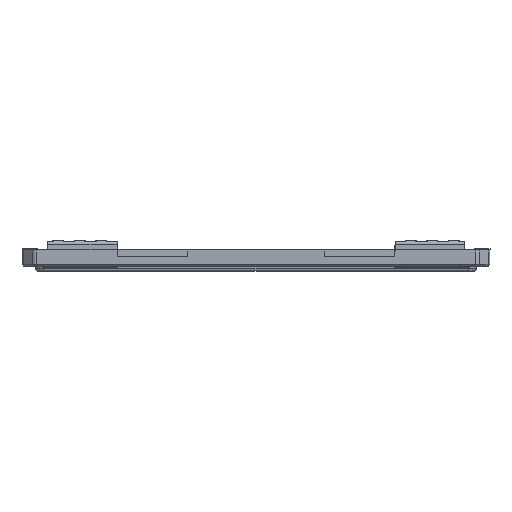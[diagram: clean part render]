
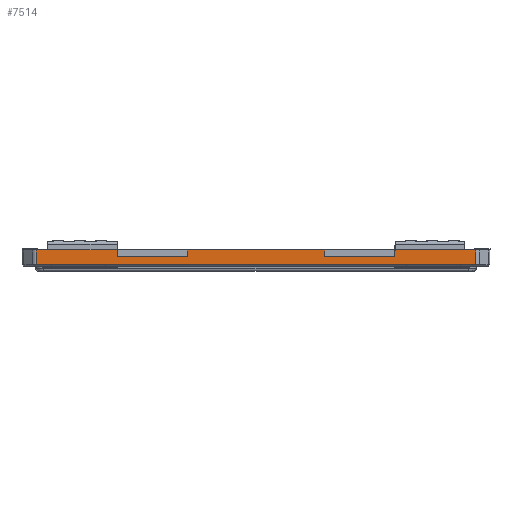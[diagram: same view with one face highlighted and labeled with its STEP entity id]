
A CAD part, left-side view. The second image highlights one B-rep face of the part: STEP entity #7514.
In plain terms, the highlighted planar face has unit normal (-1, 0, -0.018).
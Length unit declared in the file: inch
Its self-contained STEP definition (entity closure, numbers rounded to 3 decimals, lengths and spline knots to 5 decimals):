
#7 = EDGE_CURVE ( 'NONE', #3929, #7225, #14876, .T. ) ;
#71 = CARTESIAN_POINT ( 'NONE',  ( -9.07704, 10.3325, 0.687 ) ) ;
#283 = ORIENTED_EDGE ( 'NONE', *, *, #13035, .T. ) ;
#429 = DIRECTION ( 'NONE',  ( 0.017, 0.007, -1. ) ) ;
#788 = VECTOR ( 'NONE', #22171, 39.37008 ) ;
#832 = CARTESIAN_POINT ( 'NONE',  ( -9.0825, 3.20007, 1. ) ) ;
#860 = CARTESIAN_POINT ( 'NONE',  ( -9.0825, -3.20007, 1. ) ) ;
#1067 = VERTEX_POINT ( 'NONE', #18728 ) ;
#1590 = LINE ( 'NONE', #20083, #8388 ) ;
#1874 = VECTOR ( 'NONE', #10951, 39.37008 ) ;
#2084 = DIRECTION ( 'NONE',  ( 0., 1., 0. ) ) ;
#2242 = ORIENTED_EDGE ( 'NONE', *, *, #17284, .T. ) ;
#2438 = CARTESIAN_POINT ( 'NONE',  ( -9.0825, 10.3325, 1. ) ) ;
#2707 = EDGE_CURVE ( 'NONE', #5201, #3929, #10286, .T. ) ;
#2926 = VECTOR ( 'NONE', #13472, 39.37008 ) ;
#3263 = ORIENTED_EDGE ( 'NONE', *, *, #14582, .F. ) ;
#3424 = LINE ( 'NONE', #5445, #9087 ) ;
#3441 = VECTOR ( 'NONE', #11312, 39.37008 ) ;
#3675 = CARTESIAN_POINT ( 'NONE',  ( -9.07046, -0.00003, 0.30999 ) ) ;
#3859 = LINE ( 'NONE', #11131, #15037 ) ;
#3929 = VERTEX_POINT ( 'NONE', #4992 ) ;
#4330 = CARTESIAN_POINT ( 'NONE',  ( -9.0825, 10.3325, 1. ) ) ;
#4992 = CARTESIAN_POINT ( 'NONE',  ( -9.0825, -6.47843, 1. ) ) ;
#5201 = VERTEX_POINT ( 'NONE', #14972 ) ;
#5445 = CARTESIAN_POINT ( 'NONE',  ( -9.0825, 10.22896, 1. ) ) ;
#5448 = EDGE_CURVE ( 'NONE', #1067, #15810, #3859, .T. ) ;
#5693 = DIRECTION ( 'NONE',  ( 0.017, -0.007, -1. ) ) ;
#5777 = DIRECTION ( 'NONE',  ( 0., 1., 0. ) ) ;
#5836 = CARTESIAN_POINT ( 'NONE',  ( -9.0825, 6.4575, 1. ) ) ;
#6203 = CARTESIAN_POINT ( 'NONE',  ( -9.0825, 10.3325, 1. ) ) ;
#6248 = EDGE_CURVE ( 'NONE', #11745, #22098, #7244, .T. ) ;
#6396 = ORIENTED_EDGE ( 'NONE', *, *, #10817, .T. ) ;
#7225 = VERTEX_POINT ( 'NONE', #22641 ) ;
#7244 = LINE ( 'NONE', #14512, #9358 ) ;
#7514 = ADVANCED_FACE ( 'NONE', ( #13520 ), #7793, .T. ) ;
#7793 = PLANE ( 'NONE',  #22355 ) ;
#8038 = VECTOR ( 'NONE', #429, 39.37008 ) ;
#8042 = CARTESIAN_POINT ( 'NONE',  ( -9.07704, 3.20554, 0.687 ) ) ;
#8388 = VECTOR ( 'NONE', #9213, 39.37008 ) ;
#8457 = CARTESIAN_POINT ( 'NONE',  ( -9.07704, 10.3325, 0.687 ) ) ;
#8617 = CARTESIAN_POINT ( 'NONE',  ( -9.0825, -10.22896, 1. ) ) ;
#9003 = EDGE_CURVE ( 'NONE', #13797, #1067, #11484, .T. ) ;
#9070 = ORIENTED_EDGE ( 'NONE', *, *, #5448, .T. ) ;
#9087 = VECTOR ( 'NONE', #5693, 39.37008 ) ;
#9213 = DIRECTION ( 'NONE',  ( 0.017, 0.017, -1. ) ) ;
#9358 = VECTOR ( 'NONE', #18112, 39.37008 ) ;
#9400 = LINE ( 'NONE', #20501, #8038 ) ;
#9475 = DIRECTION ( 'NONE',  ( -1., 0., -0.017 ) ) ;
#9965 = VERTEX_POINT ( 'NONE', #15549 ) ;
#10243 = VECTOR ( 'NONE', #5777, 39.37008 ) ;
#10286 = LINE ( 'NONE', #20808, #11542 ) ;
#10788 = VECTOR ( 'NONE', #15150, 39.37008 ) ;
#10817 = EDGE_CURVE ( 'NONE', #15810, #9965, #3424, .T. ) ;
#10951 = DIRECTION ( 'NONE',  ( 0., 1., 0. ) ) ;
#11131 = CARTESIAN_POINT ( 'NONE',  ( -9.0825, 10.3325, 1. ) ) ;
#11312 = DIRECTION ( 'NONE',  ( -0.017, 0., 1. ) ) ;
#11325 = LINE ( 'NONE', #16817, #10788 ) ;
#11427 = LINE ( 'NONE', #5836, #3441 ) ;
#11461 = EDGE_CURVE ( 'NONE', #7225, #11745, #15622, .T. ) ;
#11484 = LINE ( 'NONE', #2438, #10243 ) ;
#11542 = VECTOR ( 'NONE', #11950, 39.37008 ) ;
#11647 = EDGE_CURVE ( 'NONE', #16220, #9965, #12739, .T. ) ;
#11745 = VERTEX_POINT ( 'NONE', #18707 ) ;
#11950 = DIRECTION ( 'NONE',  ( 0., 1., 0. ) ) ;
#12267 = CARTESIAN_POINT ( 'NONE',  ( -9.07704, 6.4575, 0.687 ) ) ;
#12739 = LINE ( 'NONE', #3675, #1874 ) ;
#13035 = EDGE_CURVE ( 'NONE', #15438, #16798, #1590, .T. ) ;
#13162 = ORIENTED_EDGE ( 'NONE', *, *, #11647, .F. ) ;
#13472 = DIRECTION ( 'NONE',  ( 0., 1., 0. ) ) ;
#13520 = FACE_OUTER_BOUND ( 'NONE', #22442, .T. ) ;
#13643 = EDGE_CURVE ( 'NONE', #18563, #13797, #11427, .T. ) ;
#13684 = ORIENTED_EDGE ( 'NONE', *, *, #2707, .T. ) ;
#13796 = ORIENTED_EDGE ( 'NONE', *, *, #21574, .T. ) ;
#13797 = VERTEX_POINT ( 'NONE', #14170 ) ;
#13890 = EDGE_CURVE ( 'NONE', #16798, #18563, #16902, .T. ) ;
#14170 = CARTESIAN_POINT ( 'NONE',  ( -9.0825, 6.4575, 1. ) ) ;
#14512 = CARTESIAN_POINT ( 'NONE',  ( -9.07704, -3.20554, 0.687 ) ) ;
#14582 = EDGE_CURVE ( 'NONE', #23372, #16220, #9400, .T. ) ;
#14876 =( BOUNDED_CURVE ( )  B_SPLINE_CURVE ( 3, ( #22276, #22155, #15214, #18932 ),
 .UNSPECIFIED., .F., .T. ) 
 B_SPLINE_CURVE_WITH_KNOTS ( ( 4, 4 ),
 ( 3.14205, 4.53131 ),
 .UNSPECIFIED. ) 
 CURVE ( )  GEOMETRIC_REPRESENTATION_ITEM ( )  RATIONAL_B_SPLINE_CURVE ( ( 1., 0.846, 0.846, 1. ) ) 
 REPRESENTATION_ITEM ( '' )  );
#14972 = CARTESIAN_POINT ( 'NONE',  ( -9.0825, -9.6975, 1. ) ) ;
#15012 = ORIENTED_EDGE ( 'NONE', *, *, #9003, .T. ) ;
#15037 = VECTOR ( 'NONE', #2084, 39.37008 ) ;
#15067 = DIRECTION ( 'NONE',  ( -0.017, 0., 1. ) ) ;
#15150 = DIRECTION ( 'NONE',  ( 0., 1., 0. ) ) ;
#15214 = CARTESIAN_POINT ( 'NONE',  ( -9.08035, -6.46735, 0.87661 ) ) ;
#15438 = VERTEX_POINT ( 'NONE', #832 ) ;
#15549 = CARTESIAN_POINT ( 'NONE',  ( -9.07046, 10.22397, 0.30999 ) ) ;
#15622 = LINE ( 'NONE', #8457, #18250 ) ;
#15810 = VERTEX_POINT ( 'NONE', #23106 ) ;
#16220 = VERTEX_POINT ( 'NONE', #23303 ) ;
#16261 = ORIENTED_EDGE ( 'NONE', *, *, #13890, .T. ) ;
#16798 = VERTEX_POINT ( 'NONE', #8042 ) ;
#16817 = CARTESIAN_POINT ( 'NONE',  ( -9.0825, 10.3325, 1. ) ) ;
#16902 = LINE ( 'NONE', #71, #788 ) ;
#16944 = LINE ( 'NONE', #6203, #2926 ) ;
#17284 = EDGE_CURVE ( 'NONE', #23372, #5201, #11325, .T. ) ;
#17525 = DIRECTION ( 'NONE',  ( 0., 1., 0. ) ) ;
#18112 = DIRECTION ( 'NONE',  ( -0.017, 0.017, 1. ) ) ;
#18250 = VECTOR ( 'NONE', #17525, 39.37008 ) ;
#18563 = VERTEX_POINT ( 'NONE', #12267 ) ;
#18707 = CARTESIAN_POINT ( 'NONE',  ( -9.07704, -3.20554, 0.687 ) ) ;
#18728 = CARTESIAN_POINT ( 'NONE',  ( -9.0825, 9.7075, 1. ) ) ;
#18932 = CARTESIAN_POINT ( 'NONE',  ( -9.07704, -6.46313, 0.687 ) ) ;
#19075 = ORIENTED_EDGE ( 'NONE', *, *, #7, .T. ) ;
#20083 = CARTESIAN_POINT ( 'NONE',  ( -9.0825, 3.20007, 1. ) ) ;
#20424 = ORIENTED_EDGE ( 'NONE', *, *, #11461, .T. ) ;
#20501 = CARTESIAN_POINT ( 'NONE',  ( -9.0825, -10.22896, 1. ) ) ;
#20808 = CARTESIAN_POINT ( 'NONE',  ( -9.0825, 10.3325, 1. ) ) ;
#20867 = ORIENTED_EDGE ( 'NONE', *, *, #6248, .T. ) ;
#21574 = EDGE_CURVE ( 'NONE', #22098, #15438, #16944, .T. ) ;
#22098 = VERTEX_POINT ( 'NONE', #860 ) ;
#22155 = CARTESIAN_POINT ( 'NONE',  ( -9.0825, -6.47338, 1. ) ) ;
#22171 = DIRECTION ( 'NONE',  ( 0., 1., 0. ) ) ;
#22276 = CARTESIAN_POINT ( 'NONE',  ( -9.0825, -6.47843, 1. ) ) ;
#22355 = AXIS2_PLACEMENT_3D ( 'NONE', #4330, #9475, #15067 ) ;
#22442 = EDGE_LOOP ( 'NONE', ( #13684, #19075, #20424, #20867, #13796, #283, #16261, #22803, #15012, #9070, #6396, #13162, #3263, #2242 ) ) ;
#22641 = CARTESIAN_POINT ( 'NONE',  ( -9.07704, -6.46313, 0.687 ) ) ;
#22803 = ORIENTED_EDGE ( 'NONE', *, *, #13643, .T. ) ;
#23106 = CARTESIAN_POINT ( 'NONE',  ( -9.0825, 10.22896, 1. ) ) ;
#23303 = CARTESIAN_POINT ( 'NONE',  ( -9.07046, -10.22397, 0.30999 ) ) ;
#23372 = VERTEX_POINT ( 'NONE', #8617 ) ;
